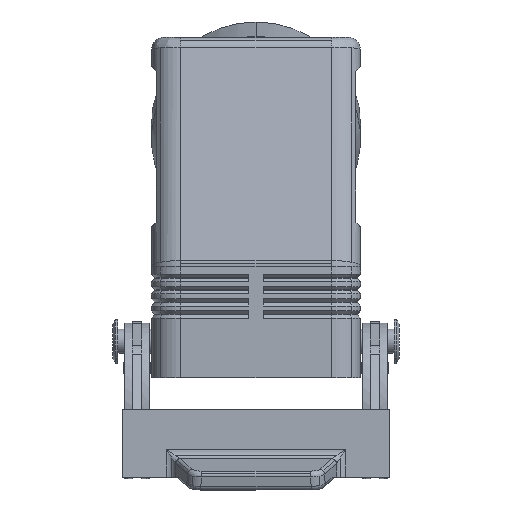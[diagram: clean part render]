
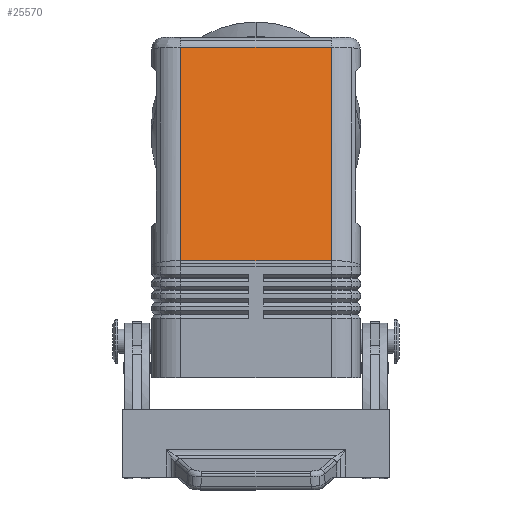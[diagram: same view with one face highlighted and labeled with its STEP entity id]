
A CAD part, left-side view. The second image highlights one B-rep face of the part: STEP entity #25570.
In plain terms, the highlighted planar face has unit normal (-0.98, 0, 0.2).
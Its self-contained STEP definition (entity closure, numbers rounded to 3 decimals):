
#1786=CARTESIAN_POINT('',(-36.379,-15.5,24.094));
#1787=VERTEX_POINT('',#1786);
#1795=CARTESIAN_POINT('',(-36.379,15.5,24.094));
#1796=VERTEX_POINT('',#1795);
#1797=CARTESIAN_POINT('',(-36.379,-15.5,24.094));
#1798=DIRECTION('',(0.0,1.0,0.0));
#1799=VECTOR('',#1798,31.);
#1800=LINE('',#1797,#1799);
#1801=EDGE_CURVE('',#1787,#1796,#1800,.T.);
#25119=CARTESIAN_POINT('',(-27.409,-15.5,68.));
#25120=VERTEX_POINT('',#25119);
#25128=CARTESIAN_POINT('',(-27.409,-15.5,68.));
#25129=DIRECTION('',(-0.2,0.0,-0.98));
#25130=VECTOR('',#25129,44.813);
#25131=LINE('',#25128,#25130);
#25132=EDGE_CURVE('',#25120,#1787,#25131,.T.);
#25547=CARTESIAN_POINT('',(-27.0,0.0,70.));
#25548=DIRECTION('',(-0.98,0.0,0.2));
#25549=DIRECTION('',(0.2,0.0,0.98));
#25550=AXIS2_PLACEMENT_3D('',#25547,#25548,#25549);
#25551=PLANE('',#25550);
#25552=ORIENTED_EDGE('',*,*,#25132,.F.);
#25553=CARTESIAN_POINT('',(-27.409,15.5,68.));
#25554=VERTEX_POINT('',#25553);
#25555=CARTESIAN_POINT('',(-27.409,15.5,68.));
#25556=DIRECTION('',(0.0,-1.0,0.0));
#25557=VECTOR('',#25556,31.);
#25558=LINE('',#25555,#25557);
#25559=EDGE_CURVE('',#25554,#25120,#25558,.T.);
#25560=ORIENTED_EDGE('',*,*,#25559,.F.);
#25561=CARTESIAN_POINT('',(-36.379,15.5,24.094));
#25562=DIRECTION('',(0.2,0.0,0.98));
#25563=VECTOR('',#25562,44.813);
#25564=LINE('',#25561,#25563);
#25565=EDGE_CURVE('',#1796,#25554,#25564,.T.);
#25566=ORIENTED_EDGE('',*,*,#25565,.F.);
#25567=ORIENTED_EDGE('',*,*,#1801,.F.);
#25568=EDGE_LOOP('',(#25552,#25560,#25566,#25567));
#25569=FACE_OUTER_BOUND('',#25568,.T.);
#25570=ADVANCED_FACE('',(#25569),#25551,.T.);
